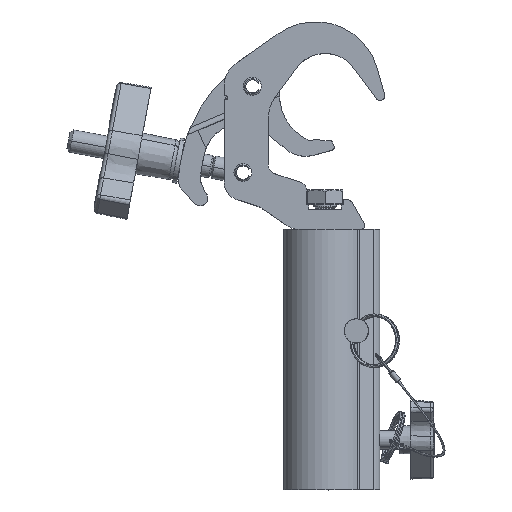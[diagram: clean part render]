
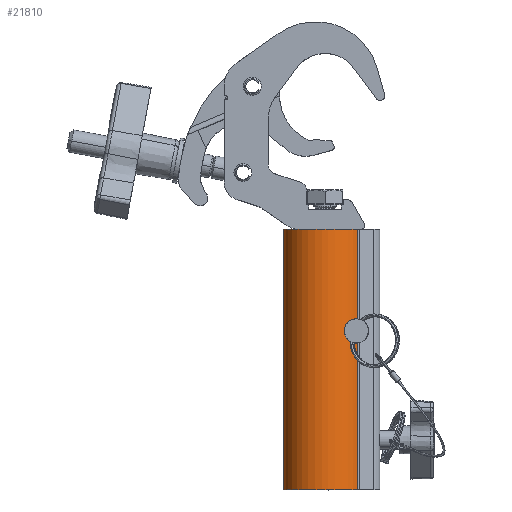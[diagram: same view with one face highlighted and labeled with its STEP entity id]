
A CAD part, top view. The second image highlights one B-rep face of the part: STEP entity #21810.
In plain terms, the highlighted cylindrical face has radius 22 mm (diameter 44 mm), a partial arc.
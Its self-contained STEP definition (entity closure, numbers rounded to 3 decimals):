
#162 = VECTOR ( 'NONE', #20333, 1000. ) ;
#602 = FACE_OUTER_BOUND ( 'NONE', #22041, .T. ) ;
#1571 = VECTOR ( 'NONE', #13729, 1000. ) ;
#2043 = CARTESIAN_POINT ( 'NONE',  ( -18.777, 16.113, 11.465 ) ) ;
#2389 = CARTESIAN_POINT ( 'NONE',  ( -15.886, 9.923, 15.226 ) ) ;
#2483 = CARTESIAN_POINT ( 'NONE',  ( -18.502, 17.356, 11.904 ) ) ;
#2822 = CARTESIAN_POINT ( 'NONE',  ( -16.191, 10.02, 14.901 ) ) ;
#3951 = EDGE_CURVE ( 'NONE', #23782, #40726, #36253, .T. ) ;
#4025 = VECTOR ( 'NONE', #27681, 1000. ) ;
#4710 = VERTEX_POINT ( 'NONE', #5672 ) ;
#5577 = CARTESIAN_POINT ( 'NONE',  ( -18.291, 17.91, 12.226 ) ) ;
#5660 = CARTESIAN_POINT ( 'NONE',  ( 0., -69., 0. ) ) ;
#5672 = CARTESIAN_POINT ( 'NONE',  ( -13.575, -69., 17.312 ) ) ;
#5920 = CARTESIAN_POINT ( 'NONE',  ( -17.025, 10.458, 13.94 ) ) ;
#6139 = CARTESIAN_POINT ( 'NONE',  ( -18.032, 11.589, 12.604 ) ) ;
#6911 = EDGE_CURVE ( 'NONE', #39869, #23946, #39211, .T. ) ;
#7631 = CARTESIAN_POINT ( 'NONE',  ( -18.367, 12.269, 12.111 ) ) ;
#7775 = ORIENTED_EDGE ( 'NONE', *, *, #26038, .T. ) ;
#8638 = CARTESIAN_POINT ( 'NONE',  ( -13.575, 20.201, 17.312 ) ) ;
#8864 = CARTESIAN_POINT ( 'NONE',  ( -18.367, 17.73, 12.111 ) ) ;
#9709 = AXIS2_PLACEMENT_3D ( 'NONE', #5660, #25682, #35169 ) ;
#10202 = CARTESIAN_POINT ( 'NONE',  ( 0., 69., -22. ) ) ;
#10508 = CARTESIAN_POINT ( 'NONE',  ( -18.812, 14.104, 11.408 ) ) ;
#10714 = CARTESIAN_POINT ( 'NONE',  ( -18.502, 12.643, 11.904 ) ) ;
#10849 = CARTESIAN_POINT ( 'NONE',  ( -13.575, 69., 17.312 ) ) ;
#10932 = CARTESIAN_POINT ( 'NONE',  ( -18.561, 12.837, 11.811 ) ) ;
#11035 = ORIENTED_EDGE ( 'NONE', *, *, #3951, .F. ) ;
#11301 = ORIENTED_EDGE ( 'NONE', *, *, #14196, .T. ) ;
#11694 = VERTEX_POINT ( 'NONE', #32140 ) ;
#12370 = AXIS2_PLACEMENT_3D ( 'NONE', #41217, #17873, #20533 ) ;
#13729 = DIRECTION ( 'NONE',  ( 0., 1., 0. ) ) ;
#13819 = CARTESIAN_POINT ( 'NONE',  ( 0., 69., 0. ) ) ;
#14196 = EDGE_CURVE ( 'NONE', #23782, #40499, #34212, .T. ) ;
#14349 = EDGE_CURVE ( 'NONE', #4710, #11694, #37721, .T. ) ;
#15463 = CARTESIAN_POINT ( 'NONE',  ( -18.664, 16.755, 11.647 ) ) ;
#15910 = CARTESIAN_POINT ( 'NONE',  ( -17.518, 19.112, 13.315 ) ) ;
#16036 = CARTESIAN_POINT ( 'NONE',  ( -17.734, 11.154, 13.021 ) ) ;
#17106 = CARTESIAN_POINT ( 'NONE',  ( -18.707, 13.453, 11.578 ) ) ;
#17873 = DIRECTION ( 'NONE',  ( 0., 1., 0. ) ) ;
#19421 = CARTESIAN_POINT ( 'NONE',  ( -18.846, 15., 11.35 ) ) ;
#19543 = CARTESIAN_POINT ( 'NONE',  ( -18.123, 11.748, 12.473 ) ) ;
#20200 = CARTESIAN_POINT ( 'NONE',  ( -14.949, 9.729, 16.165 ) ) ;
#20302 = ORIENTED_EDGE ( 'NONE', *, *, #6911, .T. ) ;
#20333 = DIRECTION ( 'NONE',  ( 0., -1., 0. ) ) ;
#20533 = DIRECTION ( 'NONE',  ( 0., 0., 1. ) ) ;
#20625 = CARTESIAN_POINT ( 'NONE',  ( -18.291, 12.089, 12.226 ) ) ;
#21786 = EDGE_CURVE ( 'NONE', #11694, #39869, #36099, .T. ) ;
#21810 = ADVANCED_FACE ( 'NONE', ( #602 ), #37371, .T. ) ;
#22041 = EDGE_LOOP ( 'NONE', ( #11035, #11301, #7775, #30063, #40666, #20302, #30774 ) ) ;
#22296 = CARTESIAN_POINT ( 'NONE',  ( -17.029, 19.539, 13.935 ) ) ;
#22851 = CARTESIAN_POINT ( 'NONE',  ( -14.283, 9.723, 16.757 ) ) ;
#23498 = CARTESIAN_POINT ( 'NONE',  ( -13.575, 9.799, 17.312 ) ) ;
#23782 = VERTEX_POINT ( 'NONE', #38733 ) ;
#23932 = CARTESIAN_POINT ( 'NONE',  ( -18.846, 15., 11.35 ) ) ;
#23946 = VERTEX_POINT ( 'NONE', #43562 ) ;
#25139 = EDGE_CURVE ( 'NONE', #23946, #40726, #37831, .T. ) ;
#25596 = CARTESIAN_POINT ( 'NONE',  ( -18.803, 15.895, 11.422 ) ) ;
#25682 = DIRECTION ( 'NONE',  ( 0., 1., 0. ) ) ;
#25752 = AXIS2_PLACEMENT_3D ( 'NONE', #13819, #37802, #30537 ) ;
#25943 = CARTESIAN_POINT ( 'NONE',  ( -17.512, 10.898, 13.318 ) ) ;
#26038 = EDGE_CURVE ( 'NONE', #40499, #4710, #36447, .T. ) ;
#26148 = CARTESIAN_POINT ( 'NONE',  ( -16.759, 10.288, 14.259 ) ) ;
#26238 = CARTESIAN_POINT ( 'NONE',  ( -16.192, 19.979, 14.9 ) ) ;
#27681 = DIRECTION ( 'NONE',  ( 0., 1., 0. ) ) ;
#28887 = CARTESIAN_POINT ( 'NONE',  ( -18.561, 17.161, 11.811 ) ) ;
#29338 = CARTESIAN_POINT ( 'NONE',  ( -16.763, 19.71, 14.255 ) ) ;
#30063 = ORIENTED_EDGE ( 'NONE', *, *, #14349, .T. ) ;
#30537 = DIRECTION ( 'NONE',  ( 0., 0., -1. ) ) ;
#30774 = ORIENTED_EDGE ( 'NONE', *, *, #25139, .T. ) ;
#32140 = CARTESIAN_POINT ( 'NONE',  ( -13.575, 9.799, 17.312 ) ) ;
#32430 = CARTESIAN_POINT ( 'NONE',  ( -18.846, 15.225, 11.35 ) ) ;
#32651 = CARTESIAN_POINT ( 'NONE',  ( -18.034, 18.409, 12.602 ) ) ;
#32878 = CARTESIAN_POINT ( 'NONE',  ( -14.282, 20.277, 16.758 ) ) ;
#33229 = CARTESIAN_POINT ( 'NONE',  ( -18.846, 15., 11.35 ) ) ;
#33847 = CARTESIAN_POINT ( 'NONE',  ( -18.846, 14.547, 11.35 ) ) ;
#34212 = LINE ( 'NONE', #10202, #162 ) ;
#34686 = CARTESIAN_POINT ( 'NONE',  ( -13.575, 69., 17.312 ) ) ;
#35169 = DIRECTION ( 'NONE',  ( 0., 0., 1. ) ) ;
#35515 = CARTESIAN_POINT ( 'NONE',  ( -18.837, 15.452, 11.365 ) ) ;
#35737 = CARTESIAN_POINT ( 'NONE',  ( -14.96, 20.27, 16.155 ) ) ;
#36099 = B_SPLINE_CURVE_WITH_KNOTS ( 'NONE', 3,
 ( #23498, #22851, #20200, #2389, #2822, #26148, #5920, #42674, #25943, #16036, #36293, #6139, #19543, #20625, #7631, #10714, #10932, #38011, #17106, #10508, #33847, #23932 ),
 .UNSPECIFIED., .F., .F.,
 ( 4, 2, 2, 2, 2, 2, 2, 2, 2, 2, 4 ),
 ( 0., 0.003, 0.004, 0.005, 0.006, 0.007, 0.007, 0.008, 0.009, 0.009, 0.011 ),
 .UNSPECIFIED. ) ;
#36253 = CIRCLE ( 'NONE', #12370, 22. ) ;
#36293 = CARTESIAN_POINT ( 'NONE',  ( -17.838, 11.292, 12.878 ) ) ;
#36447 = CIRCLE ( 'NONE', #9709, 22. ) ;
#37145 = CARTESIAN_POINT ( 'NONE',  ( 0., -69., -22. ) ) ;
#37371 = CYLINDRICAL_SURFACE ( 'NONE', #25752, 22. ) ;
#37612 = CARTESIAN_POINT ( 'NONE',  ( -13.575, 69., 17.312 ) ) ;
#37721 = LINE ( 'NONE', #10849, #1571 ) ;
#37802 = DIRECTION ( 'NONE',  ( 0., -1., 0. ) ) ;
#37831 = LINE ( 'NONE', #37612, #4025 ) ;
#38011 = CARTESIAN_POINT ( 'NONE',  ( -18.663, 13.242, 11.648 ) ) ;
#38733 = CARTESIAN_POINT ( 'NONE',  ( 0., 69., -22. ) ) ;
#39034 = CARTESIAN_POINT ( 'NONE',  ( -18.708, 16.543, 11.577 ) ) ;
#39211 = B_SPLINE_CURVE_WITH_KNOTS ( 'NONE', 3,
 ( #19421, #32430, #35515, #25596, #2043, #39034, #15463, #28887, #2483, #8864, #5577, #39260, #32651, #42980, #15910, #22296, #29338, #26238, #42770, #35737, #32878, #8638 ),
 .UNSPECIFIED., .F., .F.,
 ( 4, 2, 2, 2, 2, 2, 2, 2, 2, 2, 4 ),
 ( 0.011, 0.011, 0.012, 0.013, 0.013, 0.014, 0.015, 0.016, 0.017, 0.019, 0.021 ),
 .UNSPECIFIED. ) ;
#39260 = CARTESIAN_POINT ( 'NONE',  ( -18.124, 18.25, 12.472 ) ) ;
#39869 = VERTEX_POINT ( 'NONE', #33229 ) ;
#40499 = VERTEX_POINT ( 'NONE', #37145 ) ;
#40666 = ORIENTED_EDGE ( 'NONE', *, *, #21786, .T. ) ;
#40726 = VERTEX_POINT ( 'NONE', #34686 ) ;
#41217 = CARTESIAN_POINT ( 'NONE',  ( 0., 69., 0. ) ) ;
#42674 = CARTESIAN_POINT ( 'NONE',  ( -17.394, 10.779, 13.472 ) ) ;
#42770 = CARTESIAN_POINT ( 'NONE',  ( -15.894, 20.075, 15.218 ) ) ;
#42980 = CARTESIAN_POINT ( 'NONE',  ( -17.742, 18.854, 13.012 ) ) ;
#43562 = CARTESIAN_POINT ( 'NONE',  ( -13.575, 20.201, 17.312 ) ) ;
